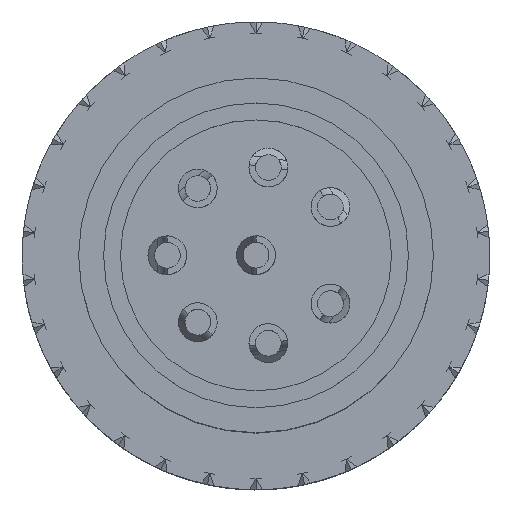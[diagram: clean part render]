
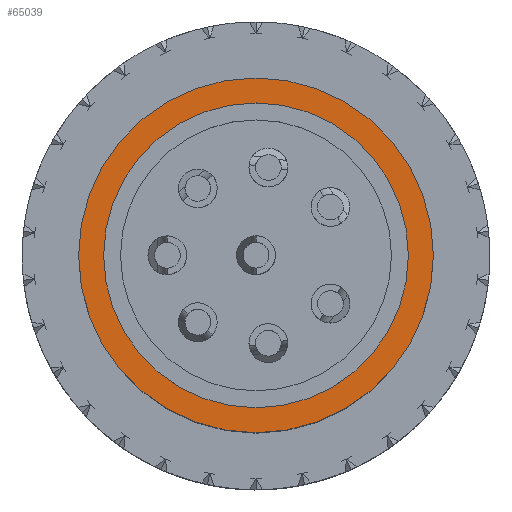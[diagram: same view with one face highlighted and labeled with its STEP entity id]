
A CAD part, top view. The second image highlights one B-rep face of the part: STEP entity #65039.
In plain terms, the highlighted planar face has unit normal (0, 0, 1).
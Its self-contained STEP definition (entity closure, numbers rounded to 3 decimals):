
#111 = CARTESIAN_POINT ( 'NONE',  ( 0., 0., 8.7 ) ) ;
#831 = CARTESIAN_POINT ( 'NONE',  ( 0., 0., 8.7 ) ) ;
#2500 = DIRECTION ( 'NONE',  ( 1., 0., 0. ) ) ;
#5836 = CARTESIAN_POINT ( 'NONE',  ( 4.725, 0., 8.7 ) ) ;
#7825 = EDGE_CURVE ( 'NONE', #22296, #19980, #31816, .T. ) ;
#9622 = CIRCLE ( 'NONE', #46523, 5.5 ) ;
#13039 = ORIENTED_EDGE ( 'NONE', *, *, #7825, .T. ) ;
#18200 = DIRECTION ( 'NONE',  ( 0., 0., -1. ) ) ;
#19980 = VERTEX_POINT ( 'NONE', #75827 ) ;
#21903 = EDGE_LOOP ( 'NONE', ( #13039, #105457 ) ) ;
#22296 = VERTEX_POINT ( 'NONE', #5836 ) ;
#22425 = EDGE_LOOP ( 'NONE', ( #46906, #88580 ) ) ;
#24329 = AXIS2_PLACEMENT_3D ( 'NONE', #111, #83604, #101191 ) ;
#26276 = AXIS2_PLACEMENT_3D ( 'NONE', #831, #27062, #72435 ) ;
#27062 = DIRECTION ( 'NONE',  ( 0., 0., -1. ) ) ;
#28005 = DIRECTION ( 'NONE',  ( 0., 0., -1. ) ) ;
#28379 = CARTESIAN_POINT ( 'NONE',  ( 0., 0., 8.7 ) ) ;
#31816 = CIRCLE ( 'NONE', #26276, 4.725 ) ;
#41907 = EDGE_CURVE ( 'NONE', #19980, #22296, #67901, .T. ) ;
#44416 = CIRCLE ( 'NONE', #87578, 5.5 ) ;
#46523 = AXIS2_PLACEMENT_3D ( 'NONE', #28379, #28005, #54322 ) ;
#46906 = ORIENTED_EDGE ( 'NONE', *, *, #91374, .F. ) ;
#49538 = VERTEX_POINT ( 'NONE', #74166 ) ;
#50577 = AXIS2_PLACEMENT_3D ( 'NONE', #57017, #62953, #2500 ) ;
#54322 = DIRECTION ( 'NONE',  ( 1., 0., 0. ) ) ;
#57017 = CARTESIAN_POINT ( 'NONE',  ( 0., 0., 8.7 ) ) ;
#62953 = DIRECTION ( 'NONE',  ( 0., 0., 1. ) ) ;
#63362 = PLANE ( 'NONE',  #50577 ) ;
#64969 = FACE_BOUND ( 'NONE', #21903, .T. ) ;
#65039 = ADVANCED_FACE ( 'NONE', ( #64969, #99081 ), #63362, .T. ) ;
#67901 = CIRCLE ( 'NONE', #24329, 4.725 ) ;
#72435 = DIRECTION ( 'NONE',  ( 1., 0., 0. ) ) ;
#72792 = VERTEX_POINT ( 'NONE', #82042 ) ;
#74166 = CARTESIAN_POINT ( 'NONE',  ( 5.5, 0., 8.7 ) ) ;
#75827 = CARTESIAN_POINT ( 'NONE',  ( -4.725, 0., 8.7 ) ) ;
#81892 = EDGE_CURVE ( 'NONE', #72792, #49538, #44416, .T. ) ;
#82042 = CARTESIAN_POINT ( 'NONE',  ( -5.5, 0., 8.7 ) ) ;
#83604 = DIRECTION ( 'NONE',  ( 0., 0., -1. ) ) ;
#87578 = AXIS2_PLACEMENT_3D ( 'NONE', #99420, #18200, #109305 ) ;
#88580 = ORIENTED_EDGE ( 'NONE', *, *, #81892, .F. ) ;
#91374 = EDGE_CURVE ( 'NONE', #49538, #72792, #9622, .T. ) ;
#99081 = FACE_OUTER_BOUND ( 'NONE', #22425, .T. ) ;
#99420 = CARTESIAN_POINT ( 'NONE',  ( 0., 0., 8.7 ) ) ;
#101191 = DIRECTION ( 'NONE',  ( 1., 0., 0. ) ) ;
#105457 = ORIENTED_EDGE ( 'NONE', *, *, #41907, .T. ) ;
#109305 = DIRECTION ( 'NONE',  ( 1., 0., 0. ) ) ;
